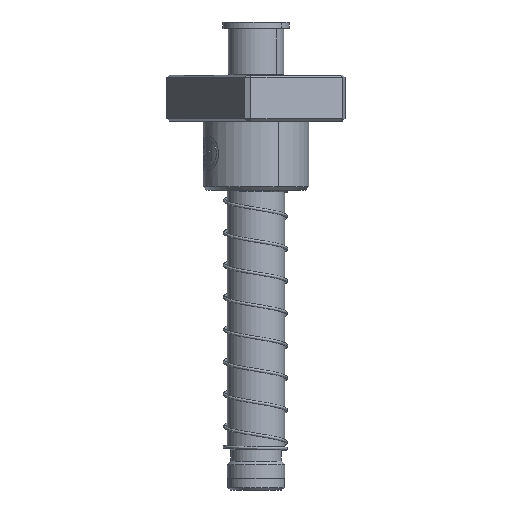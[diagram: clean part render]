
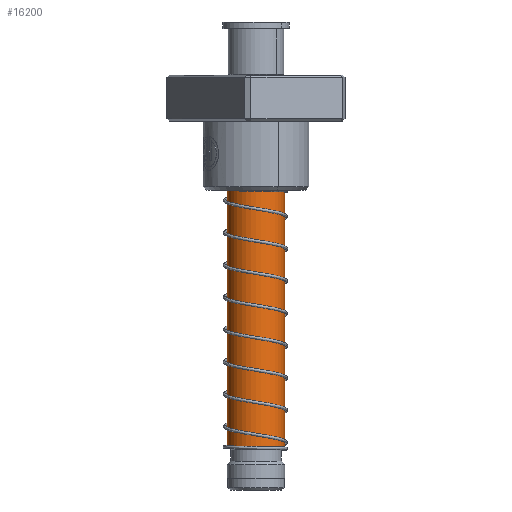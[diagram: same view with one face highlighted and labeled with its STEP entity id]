
A CAD part, front view. The second image highlights one B-rep face of the part: STEP entity #16200.
In plain terms, the highlighted cylindrical face has radius 12.5 mm (diameter 25 mm), a partial arc.
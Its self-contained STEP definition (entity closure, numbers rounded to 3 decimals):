
#109 = DIRECTION ( 'NONE',  ( 1., 0., 0. ) ) ;
#941 = ORIENTED_EDGE ( 'NONE', *, *, #2606, .F. ) ;
#1144 = VERTEX_POINT ( 'NONE', #18782 ) ;
#2057 = DIRECTION ( 'NONE',  ( 0., 0., -1. ) ) ;
#2266 = FACE_OUTER_BOUND ( 'NONE', #27486, .T. ) ;
#2606 = EDGE_CURVE ( 'NONE', #9153, #1144, #3239, .T. ) ;
#3192 = DIRECTION ( 'NONE',  ( -1., 0., 0. ) ) ;
#3239 = LINE ( 'NONE', #24713, #12321 ) ;
#4400 = CARTESIAN_POINT ( 'NONE',  ( 0., 0., 177.5 ) ) ;
#5445 = CARTESIAN_POINT ( 'NONE',  ( 0., 0., 180. ) ) ;
#5667 = VERTEX_POINT ( 'NONE', #9571 ) ;
#6101 = AXIS2_PLACEMENT_3D ( 'NONE', #5445, #19396, #3192 ) ;
#6412 = CIRCLE ( 'NONE', #22217, 12.5 ) ;
#8100 = EDGE_CURVE ( 'NONE', #9153, #5667, #6412, .T. ) ;
#9153 = VERTEX_POINT ( 'NONE', #24202 ) ;
#9571 = CARTESIAN_POINT ( 'NONE',  ( -12.5, 0., 177.5 ) ) ;
#10091 = ORIENTED_EDGE ( 'NONE', *, *, #28542, .F. ) ;
#10422 = CARTESIAN_POINT ( 'NONE',  ( -12.5, 0., 19. ) ) ;
#12088 = VECTOR ( 'NONE', #26777, 1000. ) ;
#12321 = VECTOR ( 'NONE', #29183, 1000. ) ;
#14920 = CARTESIAN_POINT ( 'NONE',  ( -12.5, 0., 180. ) ) ;
#16200 = ADVANCED_FACE ( 'NONE', ( #2266 ), #23081, .T. ) ;
#17651 = VERTEX_POINT ( 'NONE', #10422 ) ;
#18043 = DIRECTION ( 'NONE',  ( -1., 0., 0. ) ) ;
#18782 = CARTESIAN_POINT ( 'NONE',  ( 12.5, 0., 19. ) ) ;
#19396 = DIRECTION ( 'NONE',  ( 0., 0., -1. ) ) ;
#19576 = AXIS2_PLACEMENT_3D ( 'NONE', #22876, #22676, #18043 ) ;
#21318 = ORIENTED_EDGE ( 'NONE', *, *, #8100, .T. ) ;
#22217 = AXIS2_PLACEMENT_3D ( 'NONE', #4400, #2057, #109 ) ;
#22676 = DIRECTION ( 'NONE',  ( 0., 0., -1. ) ) ;
#22876 = CARTESIAN_POINT ( 'NONE',  ( 0., 0., 19. ) ) ;
#23081 = CYLINDRICAL_SURFACE ( 'NONE', #6101, 12.5 ) ;
#24202 = CARTESIAN_POINT ( 'NONE',  ( 12.5, 0., 177.5 ) ) ;
#24713 = CARTESIAN_POINT ( 'NONE',  ( 12.5, 0., 180. ) ) ;
#24924 = CIRCLE ( 'NONE', #19576, 12.5 ) ;
#26777 = DIRECTION ( 'NONE',  ( 0., 0., -1. ) ) ;
#27238 = ORIENTED_EDGE ( 'NONE', *, *, #28028, .T. ) ;
#27486 = EDGE_LOOP ( 'NONE', ( #941, #21318, #27238, #10091 ) ) ;
#27814 = LINE ( 'NONE', #14920, #12088 ) ;
#28028 = EDGE_CURVE ( 'NONE', #5667, #17651, #27814, .T. ) ;
#28542 = EDGE_CURVE ( 'NONE', #1144, #17651, #24924, .T. ) ;
#29183 = DIRECTION ( 'NONE',  ( 0., 0., -1. ) ) ;
